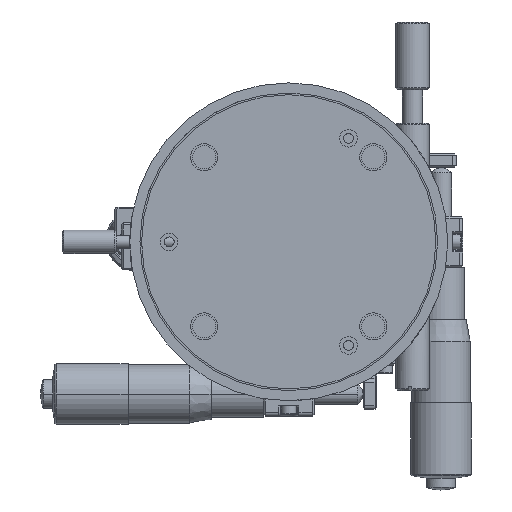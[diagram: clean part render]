
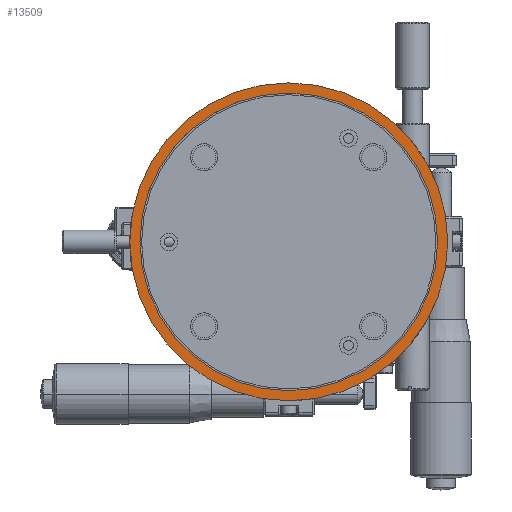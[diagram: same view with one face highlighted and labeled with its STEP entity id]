
A CAD part, front view. The second image highlights one B-rep face of the part: STEP entity #13509.
In plain terms, the highlighted planar face has unit normal (0, -1, 0).
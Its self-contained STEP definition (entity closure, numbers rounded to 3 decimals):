
#639 = AXIS2_PLACEMENT_3D ( 'NONE', #3397, #22023, #3667 ) ;
#1812 = DIRECTION ( 'NONE',  ( 0., -1., 0. ) ) ;
#2737 = FACE_OUTER_BOUND ( 'NONE', #21603, .T. ) ;
#2820 = AXIS2_PLACEMENT_3D ( 'NONE', #34909, #16527, #38010 ) ;
#3397 = CARTESIAN_POINT ( 'NONE',  ( 68.393, -19.83, 114. ) ) ;
#3667 = DIRECTION ( 'NONE',  ( 0., 0., -1. ) ) ;
#3986 = ORIENTED_EDGE ( 'NONE', *, *, #32175, .T. ) ;
#5581 = AXIS2_PLACEMENT_3D ( 'NONE', #35470, #17089, #38566 ) ;
#7470 = VERTEX_POINT ( 'NONE', #37008 ) ;
#7675 = CARTESIAN_POINT ( 'NONE',  ( 24.393, -19.83, 158. ) ) ;
#8253 = CIRCLE ( 'NONE', #2820, 47. ) ;
#9192 = CARTESIAN_POINT ( 'NONE',  ( 24.393, -19.83, 114. ) ) ;
#9360 = CIRCLE ( 'NONE', #29967, 47. ) ;
#10188 = VERTEX_POINT ( 'NONE', #39470 ) ;
#11188 = CIRCLE ( 'NONE', #5581, 44. ) ;
#12254 = DIRECTION ( 'NONE',  ( 0., 0., -1. ) ) ;
#12993 = EDGE_CURVE ( 'NONE', #10188, #33439, #34431, .T. ) ;
#13509 = ADVANCED_FACE ( 'NONE', ( #19029, #2737 ), #18932, .T. ) ;
#16527 = DIRECTION ( 'NONE',  ( 0., -1., 0. ) ) ;
#17089 = DIRECTION ( 'NONE',  ( 0., 1., 0. ) ) ;
#17882 = ORIENTED_EDGE ( 'NONE', *, *, #21255, .T. ) ;
#18618 = AXIS2_PLACEMENT_3D ( 'NONE', #9192, #30609, #12254 ) ;
#18783 = CARTESIAN_POINT ( 'NONE',  ( 24.393, -19.83, 161. ) ) ;
#18932 = PLANE ( 'NONE',  #639 ) ;
#19029 = FACE_BOUND ( 'NONE', #30755, .T. ) ;
#20134 = CARTESIAN_POINT ( 'NONE',  ( 24.393, -19.83, 114. ) ) ;
#21255 = EDGE_CURVE ( 'NONE', #7470, #31389, #9360, .T. ) ;
#21603 = EDGE_LOOP ( 'NONE', ( #17882, #3986 ) ) ;
#22023 = DIRECTION ( 'NONE',  ( 0., -1., 0. ) ) ;
#23254 = DIRECTION ( 'NONE',  ( 0., 0., -1. ) ) ;
#26606 = ORIENTED_EDGE ( 'NONE', *, *, #12993, .T. ) ;
#29967 = AXIS2_PLACEMENT_3D ( 'NONE', #20134, #1812, #23254 ) ;
#30071 = EDGE_CURVE ( 'NONE', #33439, #10188, #11188, .T. ) ;
#30609 = DIRECTION ( 'NONE',  ( 0., 1., 0. ) ) ;
#30755 = EDGE_LOOP ( 'NONE', ( #26606, #34623 ) ) ;
#31389 = VERTEX_POINT ( 'NONE', #18783 ) ;
#32175 = EDGE_CURVE ( 'NONE', #31389, #7470, #8253, .T. ) ;
#33439 = VERTEX_POINT ( 'NONE', #7675 ) ;
#34431 = CIRCLE ( 'NONE', #18618, 44. ) ;
#34623 = ORIENTED_EDGE ( 'NONE', *, *, #30071, .T. ) ;
#34909 = CARTESIAN_POINT ( 'NONE',  ( 24.393, -19.83, 114. ) ) ;
#35470 = CARTESIAN_POINT ( 'NONE',  ( 24.393, -19.83, 114. ) ) ;
#37008 = CARTESIAN_POINT ( 'NONE',  ( 24.393, -19.83, 67. ) ) ;
#38010 = DIRECTION ( 'NONE',  ( 0., 0., -1. ) ) ;
#38566 = DIRECTION ( 'NONE',  ( 0., 0., -1. ) ) ;
#39470 = CARTESIAN_POINT ( 'NONE',  ( 24.393, -19.83, 70. ) ) ;
